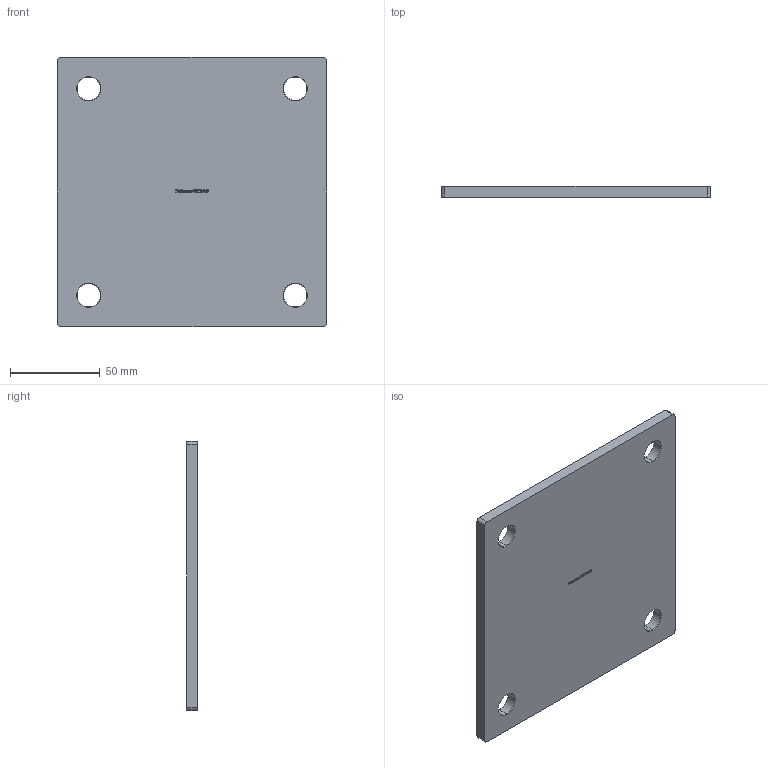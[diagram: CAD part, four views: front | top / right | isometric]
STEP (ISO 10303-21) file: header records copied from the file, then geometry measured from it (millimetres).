
FILE_DESCRIPTION (( 'STEP AP203' ), '1' );
FILE_NAME ('54215-240.step', '2020-10-21T10:53:58', ( '' ), ( '' ), 'SwSTEP 2.0', 'SolidWorks 2018', '' );
FILE_SCHEMA (( 'CONFIG_CONTROL_DESIGN' ));
Length unit declared in the file: millimetre
Products named in the file (2): 54215-240
Bounding box: 150 x 6 x 150 mm (x, y, z)
Volume: 131782.9 mm3; surface area: 48453.1 mm2
Topology: 1 solids, 1 shells, 256 faces, 677 edges, 446 vertices
Faces by surface type: plane 143, bspline 85, cone 16, cylinder 12
Entity records: 12642 total; most frequent: CARTESIAN_POINT 6674, ORIENTED_EDGE 1354, DIRECTION 893, EDGE_CURVE 677, VECTOR 467, LINE 467, VERTEX_POINT 446, EDGE_LOOP 287
